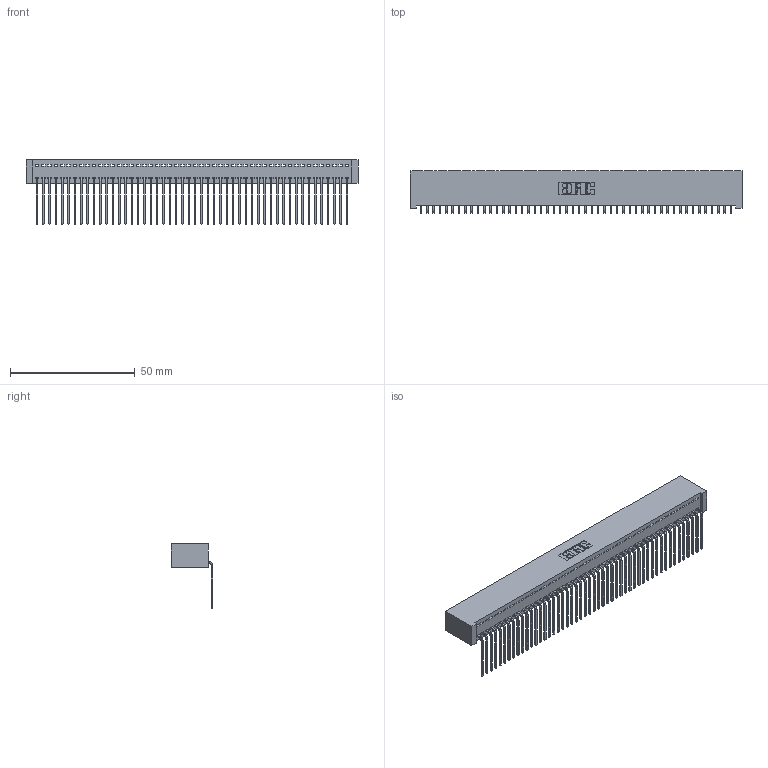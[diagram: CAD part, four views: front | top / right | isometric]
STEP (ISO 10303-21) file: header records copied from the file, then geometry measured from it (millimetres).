
FILE_DESCRIPTION (( 'STEP AP203' ), '1' );
FILE_NAME ('392-050-559-101.STEP', '2019-10-08T11:42:46', ( '' ), ( '' ), 'SwSTEP 2.0', 'SolidWorks 2016', '' );
FILE_SCHEMA (( 'CONFIG_CONTROL_DESIGN' ));
Length unit declared in the file: inch
Products named in the file (3): 342 Part_Lugless; 345-292-001_558 559 Tail - 1; 392-050-559-101
Assembly tree (51 placements, depth 2):
  392-050-559-101
    342 Part_Lugless
    345-292-001_558 559 Tail - 1  x50
Bounding box: 133.25 x 16.83 x 25.78 mm (x, y, z)
Volume: 12288.3 mm3; surface area: 19463.5 mm2
Topology: 51 solids, 51 shells, 3102 faces, 9375 edges, 6182 vertices
Faces by surface type: plane 2262, cylinder 840
Entity records: 29207 total; most frequent: CARTESIAN_POINT 5044, ORIENTED_EDGE 5030, DIRECTION 4231, EDGE_CURVE 2515, VECTOR 2395, LINE 2395, VERTEX_POINT 1674, AXIS2_PLACEMENT_3D 918
